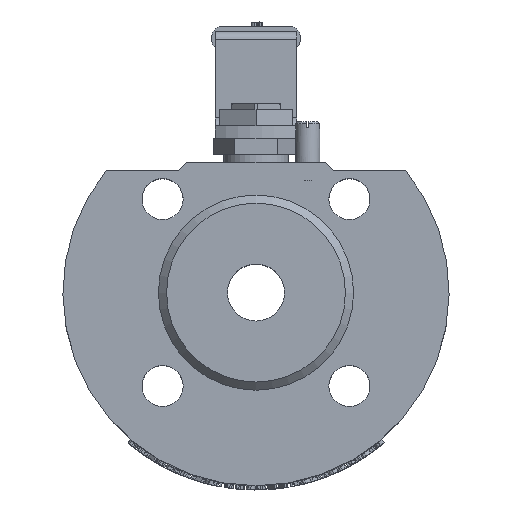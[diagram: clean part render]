
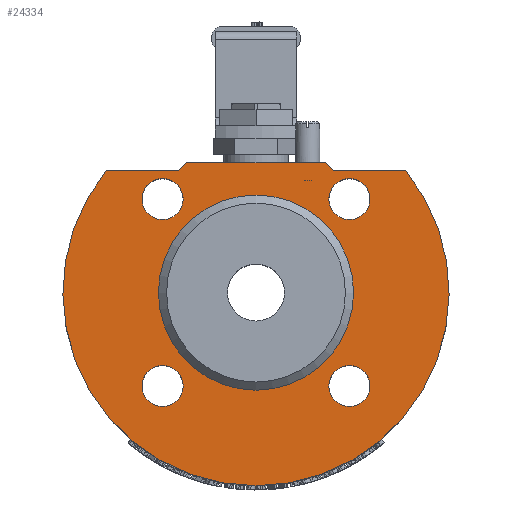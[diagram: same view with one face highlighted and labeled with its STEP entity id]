
A CAD part, top view. The second image highlights one B-rep face of the part: STEP entity #24334.
In plain terms, the highlighted planar face has unit normal (0, 0, 1).
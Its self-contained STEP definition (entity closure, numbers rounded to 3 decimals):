
#390=PLANE('',#25662);
#748=FACE_BOUND('',#3529,.T.);
#749=FACE_BOUND('',#3530,.T.);
#750=FACE_BOUND('',#3531,.T.);
#751=FACE_BOUND('',#3532,.T.);
#752=FACE_BOUND('',#3533,.T.);
#1140=CIRCLE('',#25566,47.5);
#1148=CIRCLE('',#25585,5.053);
#1153=CIRCLE('',#25592,5.053);
#1158=CIRCLE('',#25599,5.053);
#1163=CIRCLE('',#25606,5.053);
#1187=CIRCLE('',#25655,24.);
#2162=FACE_OUTER_BOUND('',#3528,.T.);
#3528=EDGE_LOOP('',(#19189,#19190,#19191,#19192,#19193,#19194));
#3529=EDGE_LOOP('',(#19195));
#3530=EDGE_LOOP('',(#19196));
#3531=EDGE_LOOP('',(#19197));
#3532=EDGE_LOOP('',(#19198));
#3533=EDGE_LOOP('',(#19199));
#5124=LINE('',#46713,#7049);
#5131=LINE('',#46734,#7056);
#5133=LINE('',#46738,#7058);
#5135=LINE('',#46741,#7060);
#5136=LINE('',#46743,#7061);
#7049=VECTOR('',#28738,10.);
#7056=VECTOR('',#28765,10.);
#7058=VECTOR('',#28769,10.);
#7060=VECTOR('',#28773,10.);
#7061=VECTOR('',#28776,10.);
#10389=VERTEX_POINT('',#46514);
#10390=VERTEX_POINT('',#46516);
#10398=VERTEX_POINT('',#46546);
#10403=VERTEX_POINT('',#46560);
#10408=VERTEX_POINT('',#46574);
#10413=VERTEX_POINT('',#46588);
#10457=VERTEX_POINT('',#46710);
#10458=VERTEX_POINT('',#46712);
#10461=VERTEX_POINT('',#46728);
#10462=VERTEX_POINT('',#46733);
#10463=VERTEX_POINT('',#46737);
#13407=EDGE_CURVE('',#10390,#10389,#1140,.T.);
#13419=EDGE_CURVE('',#10398,#10398,#1148,.T.);
#13426=EDGE_CURVE('',#10403,#10403,#1153,.T.);
#13433=EDGE_CURVE('',#10408,#10408,#1158,.T.);
#13440=EDGE_CURVE('',#10413,#10413,#1163,.T.);
#13499=EDGE_CURVE('',#10457,#10458,#5124,.T.);
#13507=EDGE_CURVE('',#10461,#10461,#1187,.T.);
#13508=EDGE_CURVE('',#10462,#10457,#5131,.T.);
#13510=EDGE_CURVE('',#10458,#10463,#5133,.T.);
#13512=EDGE_CURVE('',#10462,#10390,#5135,.T.);
#13513=EDGE_CURVE('',#10389,#10463,#5136,.T.);
#19189=ORIENTED_EDGE('',*,*,#13508,.F.);
#19190=ORIENTED_EDGE('',*,*,#13512,.T.);
#19191=ORIENTED_EDGE('',*,*,#13407,.T.);
#19192=ORIENTED_EDGE('',*,*,#13513,.T.);
#19193=ORIENTED_EDGE('',*,*,#13510,.F.);
#19194=ORIENTED_EDGE('',*,*,#13499,.F.);
#19195=ORIENTED_EDGE('',*,*,#13419,.T.);
#19196=ORIENTED_EDGE('',*,*,#13426,.T.);
#19197=ORIENTED_EDGE('',*,*,#13433,.T.);
#19198=ORIENTED_EDGE('',*,*,#13440,.T.);
#19199=ORIENTED_EDGE('',*,*,#13507,.T.);
#24334=ADVANCED_FACE('',(#2162,#748,#749,#750,#751,#752),#390,.T.);
#25566=AXIS2_PLACEMENT_3D('',#46517,#28528,#28529);
#25585=AXIS2_PLACEMENT_3D('',#46548,#28570,#28571);
#25592=AXIS2_PLACEMENT_3D('',#46562,#28586,#28587);
#25599=AXIS2_PLACEMENT_3D('',#46576,#28602,#28603);
#25606=AXIS2_PLACEMENT_3D('',#46590,#28618,#28619);
#25655=AXIS2_PLACEMENT_3D('',#46730,#28759,#28760);
#25662=AXIS2_PLACEMENT_3D('',#46745,#28779,#28780);
#28528=DIRECTION('center_axis',(0.,0.,1.));
#28529=DIRECTION('ref_axis',(0.775,-0.632,0.));
#28570=DIRECTION('center_axis',(0.,0.,-1.));
#28571=DIRECTION('ref_axis',(-1.,0.,0.));
#28586=DIRECTION('center_axis',(0.,0.,-1.));
#28587=DIRECTION('ref_axis',(-1.,0.,0.));
#28602=DIRECTION('center_axis',(0.,0.,-1.));
#28603=DIRECTION('ref_axis',(-1.,0.,0.));
#28618=DIRECTION('center_axis',(0.,0.,-1.));
#28619=DIRECTION('ref_axis',(-1.,0.,0.));
#28738=DIRECTION('',(1.,0.,0.));
#28759=DIRECTION('center_axis',(0.,0.,-1.));
#28760=DIRECTION('ref_axis',(-1.,0.,0.));
#28765=DIRECTION('',(0.707,0.707,0.));
#28769=DIRECTION('',(0.707,-0.707,0.));
#28773=DIRECTION('',(-1.,0.,0.));
#28776=DIRECTION('',(-1.,0.,0.));
#28779=DIRECTION('center_axis',(0.,0.,1.));
#28780=DIRECTION('ref_axis',(1.,0.,0.));
#46514=CARTESIAN_POINT('',(36.827,30.,15.5));
#46516=CARTESIAN_POINT('',(-36.827,30.,15.5));
#46517=CARTESIAN_POINT('Origin',(0.,0.,15.5));
#46546=CARTESIAN_POINT('',(28.034,-22.981,15.5));
#46548=CARTESIAN_POINT('Origin',(22.981,-22.981,15.5));
#46560=CARTESIAN_POINT('',(-17.928,22.981,15.5));
#46562=CARTESIAN_POINT('Origin',(-22.981,22.981,15.5));
#46574=CARTESIAN_POINT('',(28.034,22.981,15.5));
#46576=CARTESIAN_POINT('Origin',(22.981,22.981,15.5));
#46588=CARTESIAN_POINT('',(-17.928,-22.981,15.5));
#46590=CARTESIAN_POINT('Origin',(-22.981,-22.981,15.5));
#46710=CARTESIAN_POINT('',(-17.,32.,15.5));
#46712=CARTESIAN_POINT('',(17.,32.,15.5));
#46713=CARTESIAN_POINT('',(-47.5,32.,15.5));
#46728=CARTESIAN_POINT('',(24.,0.,15.5));
#46730=CARTESIAN_POINT('Origin',(0.,0.,15.5));
#46733=CARTESIAN_POINT('',(-19.,30.,15.5));
#46734=CARTESIAN_POINT('',(-21.692,27.308,15.5));
#46737=CARTESIAN_POINT('',(19.,30.,15.5));
#46738=CARTESIAN_POINT('',(21.692,27.308,15.5));
#46741=CARTESIAN_POINT('',(-36.827,30.,15.5));
#46743=CARTESIAN_POINT('',(-36.827,30.,15.5));
#46745=CARTESIAN_POINT('Origin',(0.,-1.768,
15.5));
